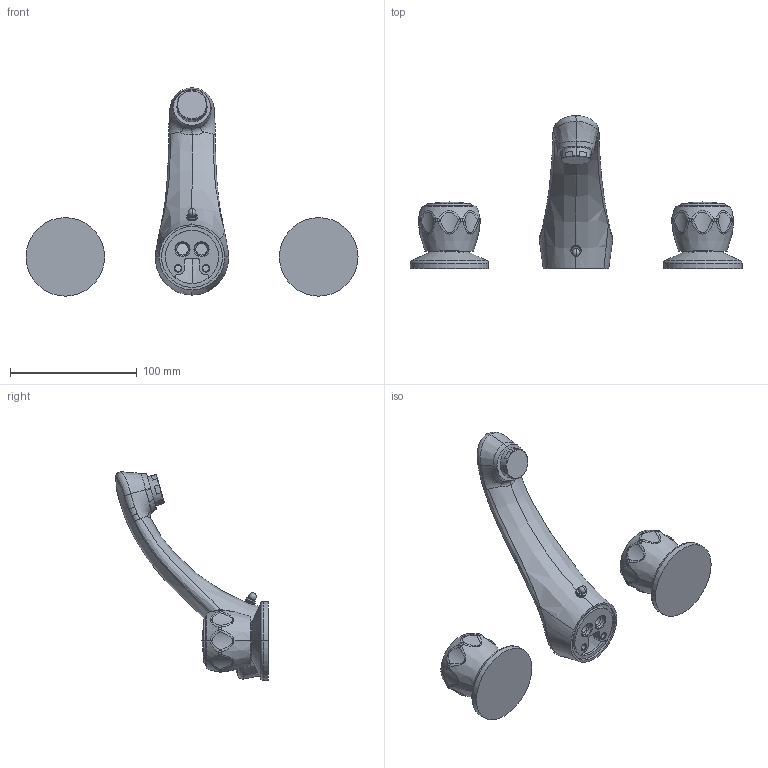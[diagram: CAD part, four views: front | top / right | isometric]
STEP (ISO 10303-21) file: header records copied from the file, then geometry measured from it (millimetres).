
FILE_DESCRIPTION((''),'2;1');
FILE_NAME('DA053CR','2021-11-09T12:53:35',('ut3'),('PAFFONI SpA'),'CREO PARAMETRIC BY PTC INC, 2020044','CREO PARAMETRIC BY PTC INC, 2020044','');
FILE_SCHEMA(('CONFIG_CONTROL_DESIGN','SHAPE_APPEARANCE_LAYERS_GROUPS'));
Products named in the file (1): DA053CR
Bounding box: 262 x 120.61 x 164.44 mm (x, y, z)
Volume: 261778.6 mm3; surface area: 74658.1 mm2
Topology: 3 solids, 3 shells, 324 faces, 783 edges, 473 vertices
Faces by surface type: bspline 144, cylinder 62, plane 45, torus 38, cone 28, sphere 6, extrusion 1
Entity records: 35586 total; most frequent: CARTESIAN_POINT 26751, ORIENTED_EDGE 1554, DIRECTION 1052, EDGE_CURVE 777, VERTEX_POINT 473, AXIS2_PLACEMENT_3D 465, B_SPLINE_CURVE_WITH_KNOTS 371, EDGE_LOOP 346
